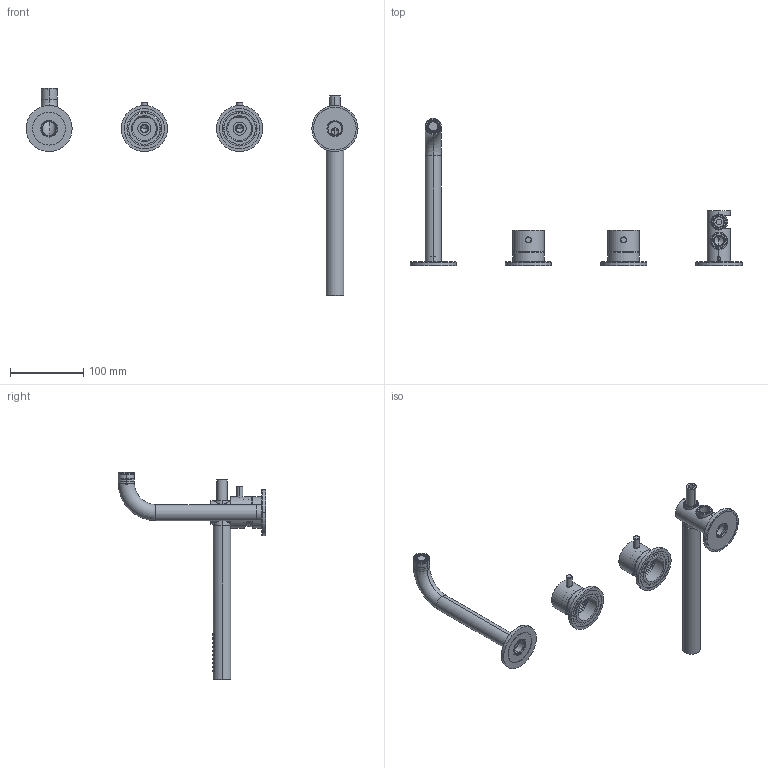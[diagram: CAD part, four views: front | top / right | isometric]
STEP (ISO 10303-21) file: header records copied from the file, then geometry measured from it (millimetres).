
FILE_DESCRIPTION((''),'2;1');
FILE_NAME('1369_ASM','2020-04-26T09:43:01',('fabis'),(''),'CREO PARAMETRIC BY PTC INC, 2018190','CREO PARAMETRIC BY PTC INC, 2018190','');
FILE_SCHEMA(('CONFIG_CONTROL_DESIGN','SHAPE_APPEARANCE_LAYERS_GROUPS'));
Length unit declared in the file: millimetre
Products named in the file (22): GH092_AF2; CP307_AF2; LV121-CORP_AF2; AC069_AF2; RR010_AF2; CN004_AF0; RC360; AR007; GH009_AF0; RR010_AF3; RR035_AF0; OR153_AF2; OR008_AF0; CO002_AF1; FS051_AF1; DC037_AF1; GH092_AF3; CP307_AF3; LV121-CORP_AF3; AC069_AF3; RC067_AF1; 1369_ASM
Assembly tree (21 placements, depth 2):
  1369_ASM
    GH092_AF2
    CP307_AF2
    LV121-CORP_AF2
    AC069_AF2
    RR010_AF2
    CN004_AF0
    RC360
    AR007
    GH009_AF0
    RR010_AF3
    RR035_AF0
    OR153_AF2
    OR008_AF0
    CO002_AF1
    FS051_AF1
    DC037_AF1
    GH092_AF3
    CP307_AF3
    LV121-CORP_AF3
    AC069_AF3
    RC067_AF1
Bounding box: 453 x 201 x 283 mm (x, y, z)
Volume: 265901.2 mm3; surface area: 142974.3 mm2
Topology: 22 solids, 39 shells, 827 faces, 1821 edges, 1159 vertices
Faces by surface type: cylinder 313, plane 190, bspline 177, cone 105, torus 42
Entity records: 49932 total; most frequent: CARTESIAN_POINT 22395, ORIENTED_EDGE 3566, DIRECTION 3474, PRESENTATION_STYLE_ASSIGNMENT 2208, STYLED_ITEM 2076, EDGE_CURVE 1815, CURVE_STYLE 1657, AXIS2_PLACEMENT_3D 1390
